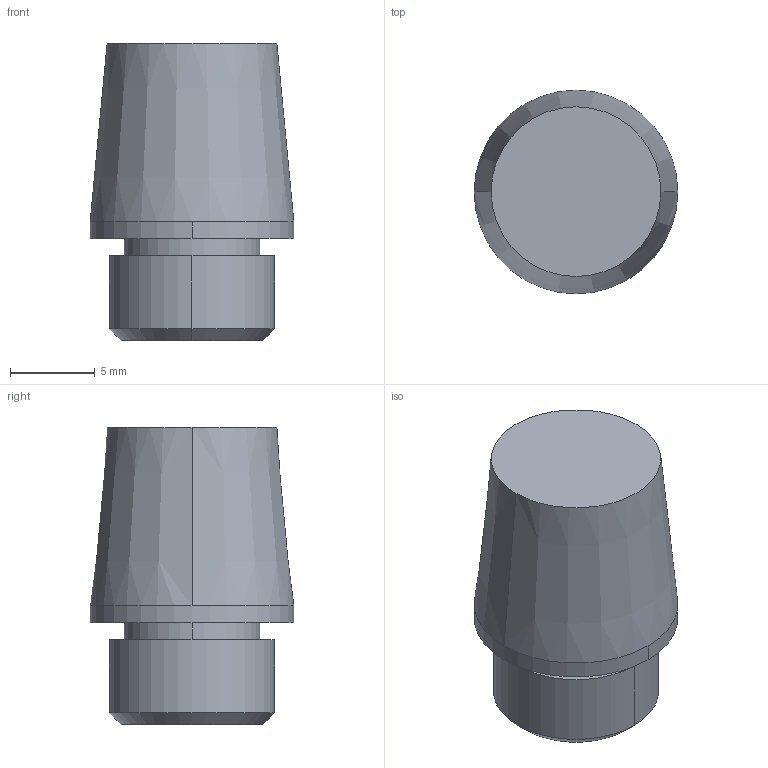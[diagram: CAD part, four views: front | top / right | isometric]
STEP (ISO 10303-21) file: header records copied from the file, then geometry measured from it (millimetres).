
FILE_DESCRIPTION(( 'MV.11CQ00.18.STEP' ), '1');
FILE_NAME( 'MV.11CQ00.18.STEP', '2018-11-06T15:22:43',( 'Sopra'),('sopra-pneumatic.com'), 'SwSTEP 2.0','SolidWorks 2009','' );
FILE_SCHEMA (( 'CONFIG_CONTROL_DESIGN' ));
Length unit declared in the file: millimetre
Products named in the file (1): MV.11CQ00.18
Bounding box: 12 x 12 x 17.5 mm (x, y, z)
Surface area: 1244 mm2 (no closed solid volume)
Topology: 0 solids, 2 shells, 26 faces, 50 edges, 32 vertices
Faces by surface type: cylinder 12, plane 8, cone 6
Entity records: 752 total; most frequent: DIRECTION 136, CARTESIAN_POINT 109, ORIENTED_EDGE 100, AXIS2_PLACEMENT_3D 59, EDGE_CURVE 50, CIRCLE 32, VERTEX_POINT 32, EDGE_LOOP 32
